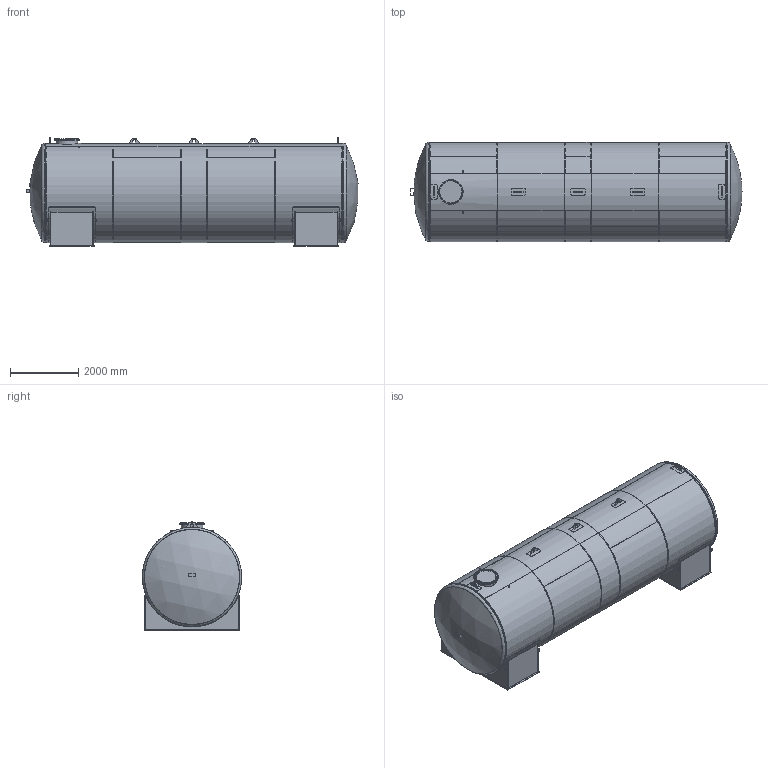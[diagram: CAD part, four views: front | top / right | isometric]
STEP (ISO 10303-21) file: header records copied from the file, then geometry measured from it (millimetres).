
FILE_DESCRIPTION(/* description */ (''),/* implementation_level */ '2;1');
FILE_NAME(/* name */ 'dh3c_cad-101281_202208.stp',/* time_stamp */ '2022-09-05T16:15:05+02:00',/* author */ ('mh'),/* organization */ (''),/* preprocessor_version */ 'ST-DEVELOPER v18.1',/* originating_system */ 'Autodesk Inventor 2022',/* authorisation */ '');
FILE_SCHEMA (('AUTOMOTIVE_DESIGN { 1 0 10303 214 3 1 1 }'));
Length unit declared in the file: millimetre
Products named in the file (1): Bauteil12
Bounding box: 9726.19 x 2910 x 3165.17 mm (x, y, z)
Surface area: 417848864.5 mm2 (no closed solid volume)
Topology: 0 solids, 147 shells, 1632 faces, 3507 edges, 2238 vertices
Faces by surface type: plane 918, cone 352, cylinder 318, bspline 28, sphere 8, torus 8
Full cylindrical faces by diameter (mm): 13.835 x32, 16 x32, 17 x32, 18 x64, 22.49 x32, 30 x32, 30.291 x2, 39.5 x2, 580 x1, 600 x2, 630 x1, 660 x1, 720 x2, 2882 x7, 2900 x9, 2910 x2
Entity records: 46739 total; most frequent: CARTESIAN_POINT 10812, ORIENTED_EDGE 7014, DIRECTION 6943, EDGE_CURVE 3507, AXIS2_PLACEMENT_3D 2667, VERTEX_POINT 2238, EDGE_LOOP 1971, FACE_OUTER_BOUND 1632
